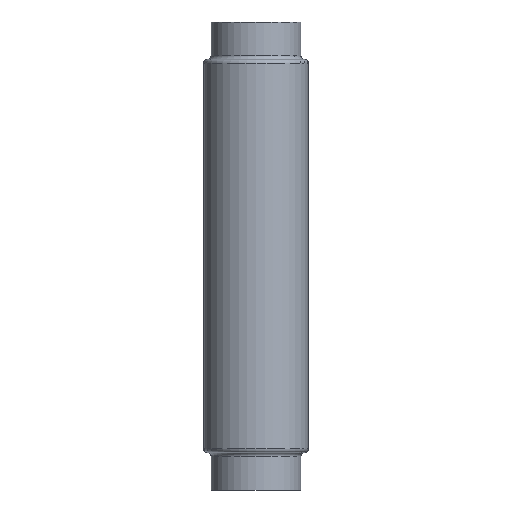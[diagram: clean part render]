
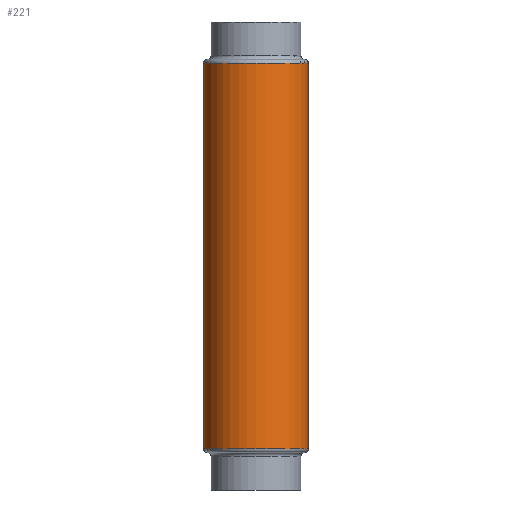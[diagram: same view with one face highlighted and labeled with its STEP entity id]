
A CAD part, left-side view. The second image highlights one B-rep face of the part: STEP entity #221.
In plain terms, the highlighted cylindrical face has radius 14 mm (diameter 28 mm), a partial arc.
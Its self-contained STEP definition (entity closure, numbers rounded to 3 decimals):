
#19=CYLINDRICAL_SURFACE('',#261,14.);
#26=CIRCLE('',#260,14.);
#27=CIRCLE('',#262,14.);
#38=FACE_OUTER_BOUND('',#50,.T.);
#50=EDGE_LOOP('',(#174,#175,#176,#177));
#69=LINE('',#366,#81);
#71=LINE('',#415,#83);
#81=VECTOR('',#281,10.);
#83=VECTOR('',#285,10.);
#95=VERTEX_POINT('',#354);
#96=VERTEX_POINT('',#365);
#101=VERTEX_POINT('',#403);
#102=VERTEX_POINT('',#414);
#115=EDGE_CURVE('',#96,#95,#69,.T.);
#121=EDGE_CURVE('',#102,#101,#71,.T.);
#132=EDGE_CURVE('',#96,#101,#26,.T.);
#133=EDGE_CURVE('',#102,#95,#27,.T.);
#174=ORIENTED_EDGE('',*,*,#121,.T.);
#175=ORIENTED_EDGE('',*,*,#132,.F.);
#176=ORIENTED_EDGE('',*,*,#115,.T.);
#177=ORIENTED_EDGE('',*,*,#133,.F.);
#221=ADVANCED_FACE('',(#38),#19,.T.);
#260=AXIS2_PLACEMENT_3D('',#453,#306,#307);
#261=AXIS2_PLACEMENT_3D('',#454,#308,#309);
#262=AXIS2_PLACEMENT_3D('',#455,#310,#311);
#281=DIRECTION('',(0.,0.,-1.));
#285=DIRECTION('',(0.,0.,1.));
#306=DIRECTION('center_axis',(0.,0.,1.));
#307=DIRECTION('ref_axis',(-1.,0.,0.));
#308=DIRECTION('center_axis',(0.,0.,-1.));
#309=DIRECTION('ref_axis',(-1.,0.,0.));
#310=DIRECTION('center_axis',(0.,0.,-1.));
#311=DIRECTION('ref_axis',(-1.,0.,0.));
#354=CARTESIAN_POINT('',(-0.55,13.989,-104.));
#365=CARTESIAN_POINT('',(-0.55,13.989,-1.));
#366=CARTESIAN_POINT('',(-0.55,13.989,0.));
#403=CARTESIAN_POINT('',(-0.55,-13.989,-1.));
#414=CARTESIAN_POINT('',(-0.55,-13.989,-104.));
#415=CARTESIAN_POINT('',(-0.55,-13.989,0.));
#453=CARTESIAN_POINT('Origin',(0.,0.,-1.));
#454=CARTESIAN_POINT('Origin',(0.,0.,0.));
#455=CARTESIAN_POINT('Origin',(0.,0.,-104.));
